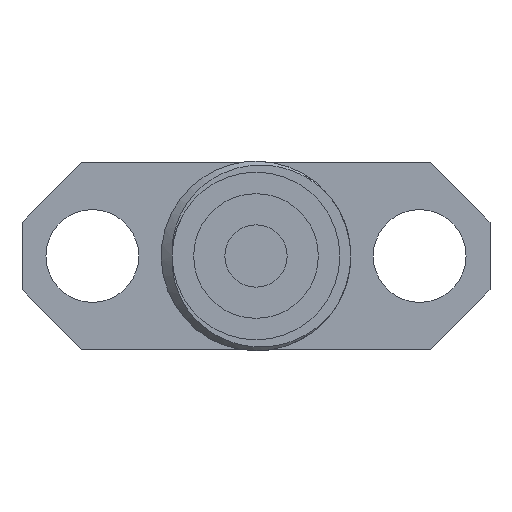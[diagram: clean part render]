
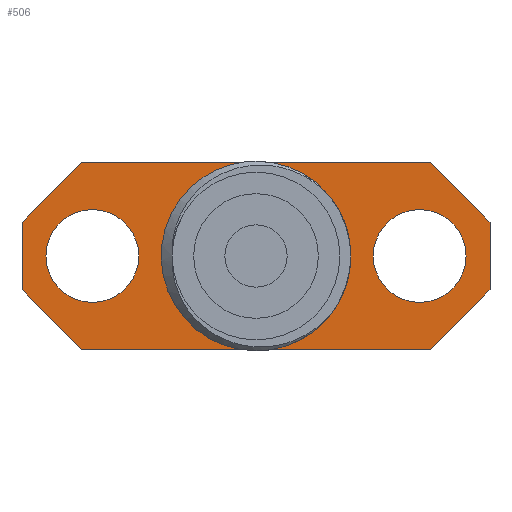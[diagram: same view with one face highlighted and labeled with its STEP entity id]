
A CAD part, left-side view. The second image highlights one B-rep face of the part: STEP entity #506.
In plain terms, the highlighted planar face has unit normal (-1, 0, 0).
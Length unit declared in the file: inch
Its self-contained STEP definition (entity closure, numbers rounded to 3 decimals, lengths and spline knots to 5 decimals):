
#5 = CARTESIAN_POINT ( 'NONE',  ( 0.0625, 0.2345, -0.034 ) ) ;
#9 = CARTESIAN_POINT ( 'NONE',  ( 0.0625, 0.164, 0.0465 ) ) ;
#24 = ORIENTED_EDGE ( 'NONE', *, *, #405, .T. ) ;
#30 = CIRCLE ( 'NONE', #321, 0.0465 ) ;
#35 = EDGE_CURVE ( 'NONE', #434, #98, #1024, .T. ) ;
#48 = AXIS2_PLACEMENT_3D ( 'NONE', #772, #1334, #593 ) ;
#53 = DIRECTION ( 'NONE',  ( 0., 0., -1. ) ) ;
#81 = CIRCLE ( 'NONE', #381, 0.08406 ) ;
#95 = ORIENTED_EDGE ( 'NONE', *, *, #1850, .T. ) ;
#98 = VERTEX_POINT ( 'NONE', #317 ) ;
#110 = CARTESIAN_POINT ( 'NONE',  ( 0.0625, 0.1745, 0.094 ) ) ;
#114 = CARTESIAN_POINT ( 'NONE',  ( 0.0625, 0.08406, 0. ) ) ;
#120 = ORIENTED_EDGE ( 'NONE', *, *, #1336, .F. ) ;
#130 = EDGE_CURVE ( 'NONE', #1360, #1184, #881, .T. ) ;
#136 = VERTEX_POINT ( 'NONE', #9 ) ;
#168 = DIRECTION ( 'NONE',  ( -1., 0., 0. ) ) ;
#206 = ORIENTED_EDGE ( 'NONE', *, *, #254, .F. ) ;
#224 = DIRECTION ( 'NONE',  ( 0., 0., 1. ) ) ;
#244 = LINE ( 'NONE', #110, #576 ) ;
#254 = EDGE_CURVE ( 'NONE', #848, #2128, #1409, .T. ) ;
#290 = ORIENTED_EDGE ( 'NONE', *, *, #1678, .T. ) ;
#317 = CARTESIAN_POINT ( 'NONE',  ( 0.0625, -0.164, -0.0465 ) ) ;
#321 = AXIS2_PLACEMENT_3D ( 'NONE', #1548, #627, #804 ) ;
#380 = CARTESIAN_POINT ( 'NONE',  ( 0.0625, 0.1745, -0.094 ) ) ;
#381 = AXIS2_PLACEMENT_3D ( 'NONE', #2146, #1766, #2169 ) ;
#382 = CIRCLE ( 'NONE', #48, 0.0465 ) ;
#405 = EDGE_CURVE ( 'NONE', #815, #1476, #2180, .T. ) ;
#434 = VERTEX_POINT ( 'NONE', #1822 ) ;
#454 = AXIS2_PLACEMENT_3D ( 'NONE', #114, #510, #1777 ) ;
#506 = ADVANCED_FACE ( 'NONE', ( #670, #1423, #1938, #2135 ), #1058, .F. ) ;
#510 = DIRECTION ( 'NONE',  ( 1., 0., 0. ) ) ;
#523 = VECTOR ( 'NONE', #1895, 39.37008 ) ;
#526 = EDGE_LOOP ( 'NONE', ( #991, #95, #2253, #1988, #1168, #290, #2334, #24 ) ) ;
#542 = CARTESIAN_POINT ( 'NONE',  ( 0.0625, -0.2345, -0.034 ) ) ;
#576 = VECTOR ( 'NONE', #1371, 39.37008 ) ;
#593 = DIRECTION ( 'NONE',  ( 0., 0., 1. ) ) ;
#627 = DIRECTION ( 'NONE',  ( -1., 0., 0. ) ) ;
#670 = FACE_BOUND ( 'NONE', #1644, .T. ) ;
#753 = CARTESIAN_POINT ( 'NONE',  ( 0.0625, 0.2345, -0.034 ) ) ;
#772 = CARTESIAN_POINT ( 'NONE',  ( 0.0625, 0.164, 0. ) ) ;
#799 = VERTEX_POINT ( 'NONE', #1654 ) ;
#804 = DIRECTION ( 'NONE',  ( 0., 0., 1. ) ) ;
#815 = VERTEX_POINT ( 'NONE', #753 ) ;
#848 = VERTEX_POINT ( 'NONE', #1028 ) ;
#881 = LINE ( 'NONE', #1612, #2297 ) ;
#932 = LINE ( 'NONE', #943, #1417 ) ;
#943 = CARTESIAN_POINT ( 'NONE',  ( 0.0625, 0.2345, 0.094 ) ) ;
#951 = CIRCLE ( 'NONE', #1415, 0.0465 ) ;
#969 = VECTOR ( 'NONE', #53, 39.37008 ) ;
#985 = CARTESIAN_POINT ( 'NONE',  ( 0.0625, 0.164, 0. ) ) ;
#991 = ORIENTED_EDGE ( 'NONE', *, *, #1795, .T. ) ;
#1024 = CIRCLE ( 'NONE', #1560, 0.0465 ) ;
#1028 = CARTESIAN_POINT ( 'NONE',  ( 0.0625, 0., 0.08406 ) ) ;
#1033 = LINE ( 'NONE', #1420, #1147 ) ;
#1040 = VERTEX_POINT ( 'NONE', #1973 ) ;
#1058 = PLANE ( 'NONE',  #454 ) ;
#1078 = ORIENTED_EDGE ( 'NONE', *, *, #35, .F. ) ;
#1082 = DIRECTION ( 'NONE',  ( 0., -0.707, 0.707 ) ) ;
#1118 = EDGE_CURVE ( 'NONE', #799, #136, #382, .T. ) ;
#1130 = EDGE_CURVE ( 'NONE', #1735, #1729, #932, .T. ) ;
#1147 = VECTOR ( 'NONE', #1441, 39.37008 ) ;
#1168 = ORIENTED_EDGE ( 'NONE', *, *, #1130, .T. ) ;
#1184 = VERTEX_POINT ( 'NONE', #1847 ) ;
#1203 = CARTESIAN_POINT ( 'NONE',  ( 0.0625, 0.1745, 0.094 ) ) ;
#1211 = EDGE_CURVE ( 'NONE', #136, #799, #951, .T. ) ;
#1216 = DIRECTION ( 'NONE',  ( 0., 0., 1. ) ) ;
#1224 = LINE ( 'NONE', #1933, #1381 ) ;
#1255 = VECTOR ( 'NONE', #2002, 39.37008 ) ;
#1292 = VERTEX_POINT ( 'NONE', #1946 ) ;
#1301 = LINE ( 'NONE', #2020, #969 ) ;
#1326 = ORIENTED_EDGE ( 'NONE', *, *, #1211, .F. ) ;
#1334 = DIRECTION ( 'NONE',  ( -1., 0., 0. ) ) ;
#1336 = EDGE_CURVE ( 'NONE', #2128, #848, #81, .T. ) ;
#1347 = DIRECTION ( 'NONE',  ( 0., 0., 1. ) ) ;
#1360 = VERTEX_POINT ( 'NONE', #542 ) ;
#1371 = DIRECTION ( 'NONE',  ( 0., 0.707, -0.707 ) ) ;
#1381 = VECTOR ( 'NONE', #1082, 39.37008 ) ;
#1409 = CIRCLE ( 'NONE', #1812, 0.08406 ) ;
#1415 = AXIS2_PLACEMENT_3D ( 'NONE', #985, #1894, #1347 ) ;
#1417 = VECTOR ( 'NONE', #1516, 39.37008 ) ;
#1420 = CARTESIAN_POINT ( 'NONE',  ( 0.0625, 0.2345, -0.094 ) ) ;
#1423 = FACE_BOUND ( 'NONE', #1584, .T. ) ;
#1441 = DIRECTION ( 'NONE',  ( 0., -1., 0. ) ) ;
#1476 = VERTEX_POINT ( 'NONE', #380 ) ;
#1516 = DIRECTION ( 'NONE',  ( 0., 1., 0. ) ) ;
#1548 = CARTESIAN_POINT ( 'NONE',  ( 0.0625, -0.164, 0. ) ) ;
#1555 = EDGE_CURVE ( 'NONE', #1040, #815, #1301, .T. ) ;
#1560 = AXIS2_PLACEMENT_3D ( 'NONE', #1758, #168, #2104 ) ;
#1566 = LINE ( 'NONE', #1589, #523 ) ;
#1584 = EDGE_LOOP ( 'NONE', ( #1078, #1772 ) ) ;
#1589 = CARTESIAN_POINT ( 'NONE',  ( 0.0625, -0.2345, 0.034 ) ) ;
#1612 = CARTESIAN_POINT ( 'NONE',  ( 0.0625, -0.2345, -0.094 ) ) ;
#1640 = EDGE_CURVE ( 'NONE', #98, #434, #30, .T. ) ;
#1644 = EDGE_LOOP ( 'NONE', ( #1326, #2174 ) ) ;
#1654 = CARTESIAN_POINT ( 'NONE',  ( 0.0625, 0.164, -0.0465 ) ) ;
#1678 = EDGE_CURVE ( 'NONE', #1729, #1040, #244, .T. ) ;
#1729 = VERTEX_POINT ( 'NONE', #1203 ) ;
#1735 = VERTEX_POINT ( 'NONE', #1919 ) ;
#1757 = CARTESIAN_POINT ( 'NONE',  ( 0.0625, 0., -0.08406 ) ) ;
#1758 = CARTESIAN_POINT ( 'NONE',  ( 0.0625, -0.164, 0. ) ) ;
#1761 = EDGE_LOOP ( 'NONE', ( #206, #120 ) ) ;
#1766 = DIRECTION ( 'NONE',  ( -1., 0., 0. ) ) ;
#1772 = ORIENTED_EDGE ( 'NONE', *, *, #1640, .F. ) ;
#1777 = DIRECTION ( 'NONE',  ( 0., 0., -1. ) ) ;
#1795 = EDGE_CURVE ( 'NONE', #1476, #1292, #1033, .T. ) ;
#1812 = AXIS2_PLACEMENT_3D ( 'NONE', #2156, #2292, #1216 ) ;
#1822 = CARTESIAN_POINT ( 'NONE',  ( 0.0625, -0.164, 0.0465 ) ) ;
#1847 = CARTESIAN_POINT ( 'NONE',  ( 0.0625, -0.2345, 0.034 ) ) ;
#1850 = EDGE_CURVE ( 'NONE', #1292, #1360, #1224, .T. ) ;
#1894 = DIRECTION ( 'NONE',  ( -1., 0., 0. ) ) ;
#1895 = DIRECTION ( 'NONE',  ( 0., 0.707, 0.707 ) ) ;
#1919 = CARTESIAN_POINT ( 'NONE',  ( 0.0625, -0.1745, 0.094 ) ) ;
#1933 = CARTESIAN_POINT ( 'NONE',  ( 0.0625, -0.1745, -0.094 ) ) ;
#1938 = FACE_BOUND ( 'NONE', #1761, .T. ) ;
#1946 = CARTESIAN_POINT ( 'NONE',  ( 0.0625, -0.1745, -0.094 ) ) ;
#1973 = CARTESIAN_POINT ( 'NONE',  ( 0.0625, 0.2345, 0.034 ) ) ;
#1988 = ORIENTED_EDGE ( 'NONE', *, *, #2172, .T. ) ;
#2002 = DIRECTION ( 'NONE',  ( 0., -0.707, -0.707 ) ) ;
#2020 = CARTESIAN_POINT ( 'NONE',  ( 0.0625, 0.2345, -0.094 ) ) ;
#2104 = DIRECTION ( 'NONE',  ( 0., 0., 1. ) ) ;
#2128 = VERTEX_POINT ( 'NONE', #1757 ) ;
#2135 = FACE_OUTER_BOUND ( 'NONE', #526, .T. ) ;
#2146 = CARTESIAN_POINT ( 'NONE',  ( 0.0625, 0., 0. ) ) ;
#2156 = CARTESIAN_POINT ( 'NONE',  ( 0.0625, 0., 0. ) ) ;
#2169 = DIRECTION ( 'NONE',  ( 0., 0., 1. ) ) ;
#2172 = EDGE_CURVE ( 'NONE', #1184, #1735, #1566, .T. ) ;
#2174 = ORIENTED_EDGE ( 'NONE', *, *, #1118, .F. ) ;
#2180 = LINE ( 'NONE', #5, #1255 ) ;
#2253 = ORIENTED_EDGE ( 'NONE', *, *, #130, .T. ) ;
#2292 = DIRECTION ( 'NONE',  ( -1., 0., 0. ) ) ;
#2297 = VECTOR ( 'NONE', #224, 39.37008 ) ;
#2334 = ORIENTED_EDGE ( 'NONE', *, *, #1555, .T. ) ;
